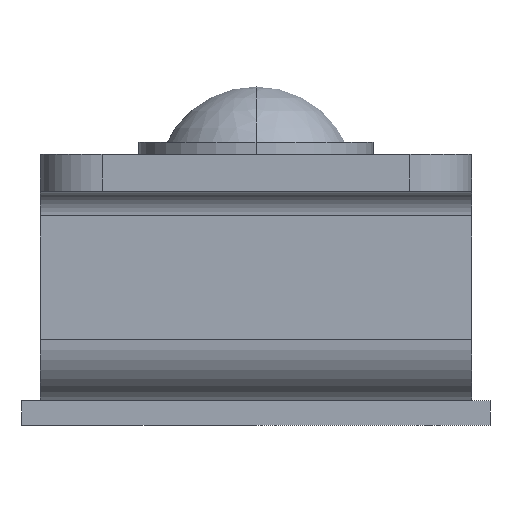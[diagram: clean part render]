
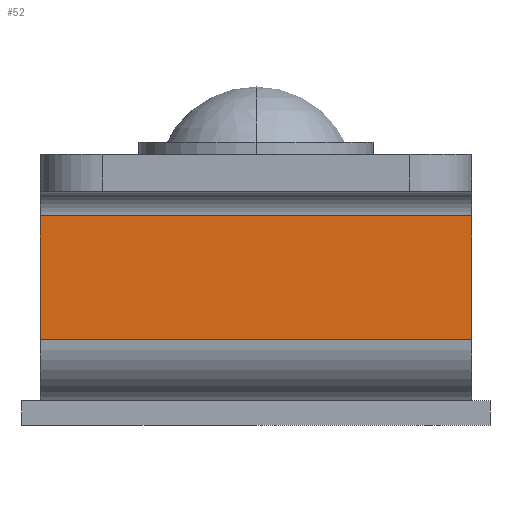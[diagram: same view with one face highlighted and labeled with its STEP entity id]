
A CAD part, left-side view. The second image highlights one B-rep face of the part: STEP entity #52.
In plain terms, the highlighted planar face has unit normal (-1, 0, 0).
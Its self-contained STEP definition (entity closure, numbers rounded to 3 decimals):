
#52 = ADVANCED_FACE ( 'NONE', ( #94 ), #2156, .T. ) ;
#94 = FACE_OUTER_BOUND ( 'NONE', #2382, .T. ) ;
#105 = VECTOR ( 'NONE', #1086, 1000. ) ;
#169 = DIRECTION ( 'NONE',  ( 0., 0., -1. ) ) ;
#229 = DIRECTION ( 'NONE',  ( 0., 0., -1. ) ) ;
#424 = VERTEX_POINT ( 'NONE', #1770 ) ;
#445 = LINE ( 'NONE', #2145, #963 ) ;
#487 = ORIENTED_EDGE ( 'NONE', *, *, #2208, .T. ) ;
#578 = CARTESIAN_POINT ( 'NONE',  ( -71.566, 0.593, -6.75 ) ) ;
#620 = DIRECTION ( 'NONE',  ( -1., 0., 0. ) ) ;
#671 = VERTEX_POINT ( 'NONE', #1915 ) ;
#678 = EDGE_CURVE ( 'NONE', #424, #671, #1923, .T. ) ;
#713 = EDGE_CURVE ( 'NONE', #671, #1262, #445, .T. ) ;
#722 = AXIS2_PLACEMENT_3D ( 'NONE', #2221, #620, #2359 ) ;
#848 = CARTESIAN_POINT ( 'NONE',  ( -71.566, 35.593, 5.25 ) ) ;
#888 = LINE ( 'NONE', #1716, #105 ) ;
#896 = VECTOR ( 'NONE', #169, 1000. ) ;
#963 = VECTOR ( 'NONE', #1712, 1000. ) ;
#1086 = DIRECTION ( 'NONE',  ( 0., 1., 0. ) ) ;
#1100 = VERTEX_POINT ( 'NONE', #1639 ) ;
#1262 = VERTEX_POINT ( 'NONE', #578 ) ;
#1477 = EDGE_CURVE ( 'NONE', #1100, #1262, #2776, .T. ) ;
#1639 = CARTESIAN_POINT ( 'NONE',  ( -71.566, 0.593, 3.25 ) ) ;
#1712 = DIRECTION ( 'NONE',  ( 0., -1., 0. ) ) ;
#1716 = CARTESIAN_POINT ( 'NONE',  ( -71.566, 35.593, 3.25 ) ) ;
#1770 = CARTESIAN_POINT ( 'NONE',  ( -71.566, 35.593, 3.25 ) ) ;
#1915 = CARTESIAN_POINT ( 'NONE',  ( -71.566, 35.593, -6.75 ) ) ;
#1923 = LINE ( 'NONE', #848, #896 ) ;
#2035 = ORIENTED_EDGE ( 'NONE', *, *, #1477, .F. ) ;
#2145 = CARTESIAN_POINT ( 'NONE',  ( -71.566, 35.593, -6.75 ) ) ;
#2156 = PLANE ( 'NONE',  #722 ) ;
#2195 = CARTESIAN_POINT ( 'NONE',  ( -71.566, 0.593, 5.25 ) ) ;
#2208 = EDGE_CURVE ( 'NONE', #1100, #424, #888, .T. ) ;
#2221 = CARTESIAN_POINT ( 'NONE',  ( -71.566, 35.593, 5.25 ) ) ;
#2359 = DIRECTION ( 'NONE',  ( 0., -1., 0. ) ) ;
#2382 = EDGE_LOOP ( 'NONE', ( #2035, #487, #2541, #2781 ) ) ;
#2430 = VECTOR ( 'NONE', #229, 1000. ) ;
#2541 = ORIENTED_EDGE ( 'NONE', *, *, #678, .T. ) ;
#2776 = LINE ( 'NONE', #2195, #2430 ) ;
#2781 = ORIENTED_EDGE ( 'NONE', *, *, #713, .T. ) ;
